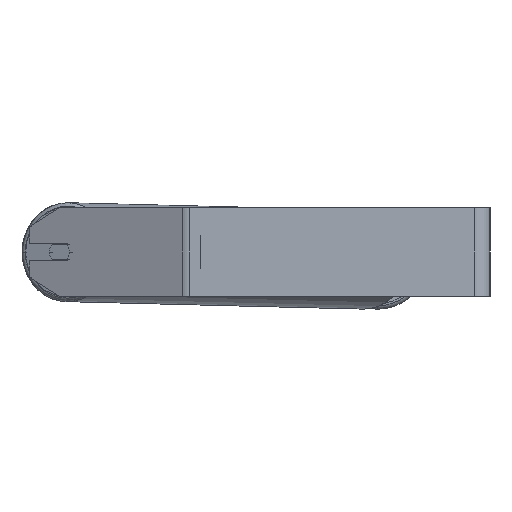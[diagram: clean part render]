
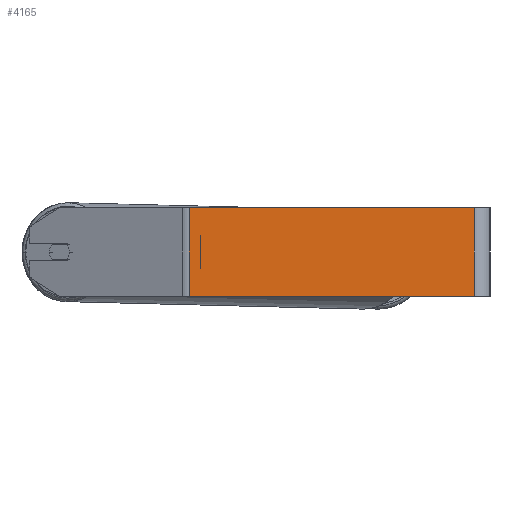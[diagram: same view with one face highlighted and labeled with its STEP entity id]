
A CAD part, left-side view. The second image highlights one B-rep face of the part: STEP entity #4165.
In plain terms, the highlighted planar face has unit normal (-1, 0, 0).
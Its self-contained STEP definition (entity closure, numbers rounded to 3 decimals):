
#257 = EDGE_CURVE ( 'NONE', #1948, #6078, #7651, .T. ) ;
#301 = DIRECTION ( 'NONE',  ( 0., 0., -1. ) ) ;
#544 = DIRECTION ( 'NONE',  ( 0., 0., -1. ) ) ;
#957 = EDGE_LOOP ( 'NONE', ( #4713, #5438, #6295, #7103 ) ) ;
#1071 = VERTEX_POINT ( 'NONE', #5755 ) ;
#1248 = CARTESIAN_POINT ( 'NONE',  ( -1000., 273.67, -40. ) ) ;
#1544 = CARTESIAN_POINT ( 'NONE',  ( -1000., 14., -40. ) ) ;
#1793 = LINE ( 'NONE', #2639, #8701 ) ;
#1794 = EDGE_CURVE ( 'NONE', #5409, #6078, #5415, .T. ) ;
#1948 = VERTEX_POINT ( 'NONE', #6824 ) ;
#2530 = CARTESIAN_POINT ( 'NONE',  ( -1000., 273.67, 40. ) ) ;
#2639 = CARTESIAN_POINT ( 'NONE',  ( -1000., 270.566, 40. ) ) ;
#3270 = LINE ( 'NONE', #2530, #4029 ) ;
#3665 = CARTESIAN_POINT ( 'NONE',  ( -1000., 14., 40. ) ) ;
#3965 = DIRECTION ( 'NONE',  ( 0., 0., -1. ) ) ;
#4029 = VECTOR ( 'NONE', #7306, 1000. ) ;
#4165 = ADVANCED_FACE ( 'NONE', ( #5229 ), #5937, .F. ) ;
#4318 = AXIS2_PLACEMENT_3D ( 'NONE', #4522, #6429, #544 ) ;
#4522 = CARTESIAN_POINT ( 'NONE',  ( -1000., 273.67, 40. ) ) ;
#4524 = CARTESIAN_POINT ( 'NONE',  ( -1000., 270.566, -40. ) ) ;
#4586 = EDGE_CURVE ( 'NONE', #1071, #5409, #1793, .T. ) ;
#4623 = DIRECTION ( 'NONE',  ( 0., -1., 0. ) ) ;
#4713 = ORIENTED_EDGE ( 'NONE', *, *, #1794, .T. ) ;
#5229 = FACE_OUTER_BOUND ( 'NONE', #957, .T. ) ;
#5409 = VERTEX_POINT ( 'NONE', #4524 ) ;
#5415 = LINE ( 'NONE', #1248, #6694 ) ;
#5438 = ORIENTED_EDGE ( 'NONE', *, *, #257, .F. ) ;
#5755 = CARTESIAN_POINT ( 'NONE',  ( -1000., 270.566, 40. ) ) ;
#5937 = PLANE ( 'NONE',  #4318 ) ;
#6078 = VERTEX_POINT ( 'NONE', #1544 ) ;
#6295 = ORIENTED_EDGE ( 'NONE', *, *, #7658, .F. ) ;
#6394 = VECTOR ( 'NONE', #301, 1000. ) ;
#6429 = DIRECTION ( 'NONE',  ( 1., 0., 0. ) ) ;
#6694 = VECTOR ( 'NONE', #4623, 1000. ) ;
#6824 = CARTESIAN_POINT ( 'NONE',  ( -1000., 14., 40. ) ) ;
#7103 = ORIENTED_EDGE ( 'NONE', *, *, #4586, .T. ) ;
#7306 = DIRECTION ( 'NONE',  ( 0., -1., 0. ) ) ;
#7651 = LINE ( 'NONE', #3665, #6394 ) ;
#7658 = EDGE_CURVE ( 'NONE', #1071, #1948, #3270, .T. ) ;
#8701 = VECTOR ( 'NONE', #3965, 1000. ) ;
